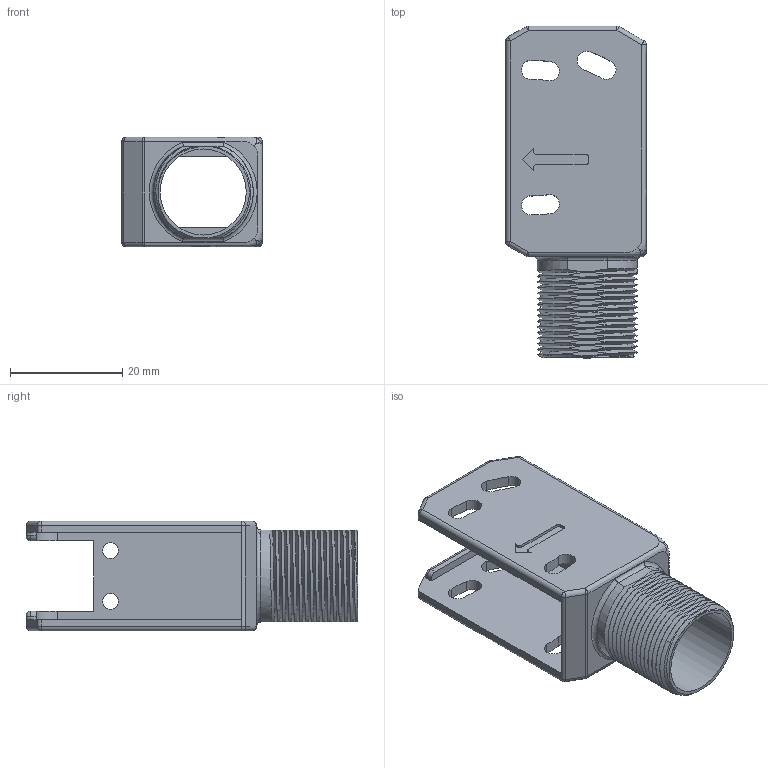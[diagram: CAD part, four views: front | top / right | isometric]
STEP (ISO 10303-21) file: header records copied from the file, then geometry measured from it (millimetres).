
FILE_DESCRIPTION((''),'2;1');
FILE_NAME('141848_SW','2008-08-15T',('banengservice'),('BANNER ENGINEERING'),'PRO/ENGINEER BY PARAMETRIC TECHNOLOGY CORPORATION, 2006170','PRO/ENGINEER BY PARAMETRIC TECHNOLOGY CORPORATION, 2006170','');
FILE_SCHEMA(('CONFIG_CONTROL_DESIGN'));
Length unit declared in the file: inch
Products named in the file (1): 141848_SW
Bounding box: 25 x 59 x 19.5 mm (x, y, z)
Volume: 5767.2 mm3; surface area: 8329.7 mm2
Topology: 1 solids, 1 shells, 698 faces, 1936 edges, 1268 vertices
Faces by surface type: plane 471, cylinder 142, extrusion 45, sphere 18, bspline 17, cone 3, torus 2
Entity records: 28160 total; most frequent: CARTESIAN_POINT 10577, ORIENTED_EDGE 3872, DIRECTION 3236, EDGE_CURVE 1936, VECTOR 1494, LINE 1449, VERTEX_POINT 1268, AXIS2_PLACEMENT_3D 871
